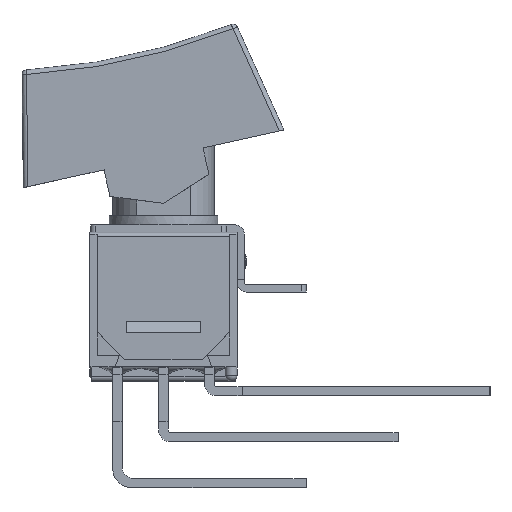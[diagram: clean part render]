
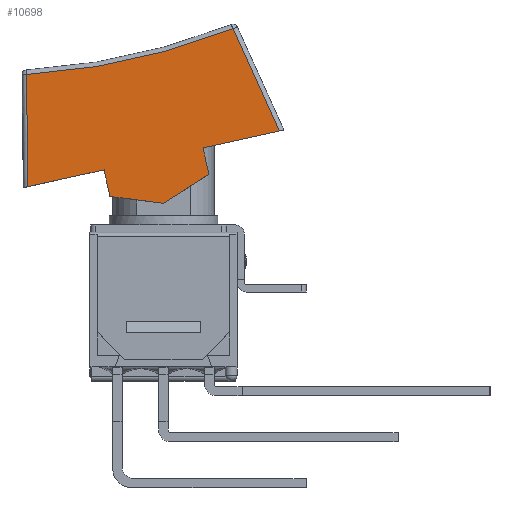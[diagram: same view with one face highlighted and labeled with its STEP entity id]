
A CAD part, front view. The second image highlights one B-rep face of the part: STEP entity #10698.
In plain terms, the highlighted planar face has unit normal (0, -1, 0).
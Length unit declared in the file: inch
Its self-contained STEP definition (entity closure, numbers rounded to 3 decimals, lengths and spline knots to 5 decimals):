
#9998=CARTESIAN_POINT('',(0.15129,-0.15,0.73524));
#9999=VERTEX_POINT('',#9998);
#10024=CARTESIAN_POINT('',(-0.2976,-0.15,0.63572));
#10025=VERTEX_POINT('',#10024);
#10066=CARTESIAN_POINT('',(-0.38381,-0.15,2.08675));
#10067=DIRECTION('',(0.0,-1.0,0.0));
#10068=DIRECTION('',(0.216,0.0,-0.976));
#10069=AXIS2_PLACEMENT_3D('',#10066,#10067,#10068);
#10070=CIRCLE('',#10069,1.45359);
#10071=EDGE_CURVE('',#10025,#9999,#10070,.T.);
#10123=CARTESIAN_POINT('',(-0.29474,-0.15,0.39179));
#10124=VERTEX_POINT('',#10123);
#10132=CARTESIAN_POINT('',(-0.29474,-0.15,0.39179));
#10133=DIRECTION('',(-0.012,0.0,1.));
#10134=VECTOR('',#10133,0.24395);
#10135=LINE('',#10132,#10134);
#10136=EDGE_CURVE('',#10124,#10025,#10135,.T.);
#10175=CARTESIAN_POINT('',(0.2518,-0.15,0.51296));
#10176=VERTEX_POINT('',#10175);
#10193=CARTESIAN_POINT('',(0.15129,-0.15,0.73524));
#10194=DIRECTION('',(0.412,0.0,-0.911));
#10195=VECTOR('',#10194,0.24395);
#10196=LINE('',#10193,#10195);
#10197=EDGE_CURVE('',#9999,#10176,#10196,.T.);
#10306=CARTESIAN_POINT('',(-0.1291,-0.15,0.42851));
#10307=VERTEX_POINT('',#10306);
#10314=CARTESIAN_POINT('',(-0.1291,-0.15,0.42851));
#10315=DIRECTION('',(-0.976,0.0,-0.216));
#10316=VECTOR('',#10315,0.16967);
#10317=LINE('',#10314,#10316);
#10318=EDGE_CURVE('',#10307,#10124,#10317,.T.);
#10533=CARTESIAN_POINT('',(-0.11631,-0.15,0.37086));
#10534=VERTEX_POINT('',#10533);
#10541=CARTESIAN_POINT('',(-0.11631,-0.15,0.37086));
#10542=DIRECTION('',(-0.216,0.0,0.976));
#10543=VECTOR('',#10542,0.05906);
#10544=LINE('',#10541,#10543);
#10545=EDGE_CURVE('',#10534,#10307,#10544,.T.);
#10565=CARTESIAN_POINT('',(0.,-0.15,0.35551));
#10566=VERTEX_POINT('',#10565);
#10573=CARTESIAN_POINT('',(0.,-0.15,0.35551));
#10574=DIRECTION('',(-0.991,0.0,0.131));
#10575=VECTOR('',#10574,0.11732);
#10576=LINE('',#10573,#10575);
#10577=EDGE_CURVE('',#10566,#10534,#10576,.T.);
#10595=CARTESIAN_POINT('',(0.09893,-0.15,0.41858));
#10596=VERTEX_POINT('',#10595);
#10603=CARTESIAN_POINT('',(0.09893,-0.15,0.41858));
#10604=DIRECTION('',(-0.843,0.0,-0.538));
#10605=VECTOR('',#10604,0.11732);
#10606=LINE('',#10603,#10605);
#10607=EDGE_CURVE('',#10596,#10566,#10606,.T.);
#10619=CARTESIAN_POINT('',(0.08615,-0.15,0.47623));
#10620=VERTEX_POINT('',#10619);
#10627=CARTESIAN_POINT('',(0.08615,-0.15,0.47623));
#10628=DIRECTION('',(0.216,0.0,-0.976));
#10629=VECTOR('',#10628,0.05906);
#10630=LINE('',#10627,#10629);
#10631=EDGE_CURVE('',#10620,#10596,#10630,.T.);
#10643=CARTESIAN_POINT('',(0.2518,-0.15,0.51296));
#10644=DIRECTION('',(-0.976,0.0,-0.216));
#10645=VECTOR('',#10644,0.16967);
#10646=LINE('',#10643,#10645);
#10647=EDGE_CURVE('',#10176,#10620,#10646,.T.);
#10682=CARTESIAN_POINT('',(-0.29694,-0.15,0.27237));
#10683=DIRECTION('',(0.0,1.0,0.0));
#10684=DIRECTION('',(0.0,0.0,1.0));
#10685=AXIS2_PLACEMENT_3D('',#10682,#10683,#10684);
#10686=PLANE('',#10685);
#10687=ORIENTED_EDGE('',*,*,#10136,.F.);
#10688=ORIENTED_EDGE('',*,*,#10318,.F.);
#10689=ORIENTED_EDGE('',*,*,#10545,.F.);
#10690=ORIENTED_EDGE('',*,*,#10577,.F.);
#10691=ORIENTED_EDGE('',*,*,#10607,.F.);
#10692=ORIENTED_EDGE('',*,*,#10631,.F.);
#10693=ORIENTED_EDGE('',*,*,#10647,.F.);
#10694=ORIENTED_EDGE('',*,*,#10197,.F.);
#10695=ORIENTED_EDGE('',*,*,#10071,.F.);
#10696=EDGE_LOOP('',(#10687,#10688,#10689,#10690,#10691,#10692,#10693,#10694,#10695));
#10697=FACE_OUTER_BOUND('',#10696,.T.);
#10698=ADVANCED_FACE('',(#10697),#10686,.F.);
